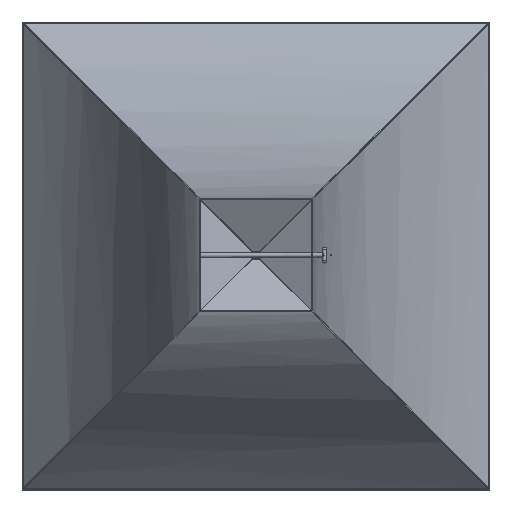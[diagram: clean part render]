
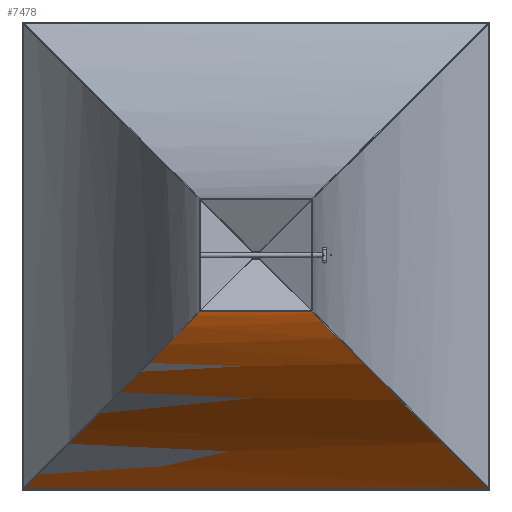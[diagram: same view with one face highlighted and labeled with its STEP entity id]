
A CAD part, top view. The second image highlights one B-rep face of the part: STEP entity #7478.
In plain terms, the highlighted cylindrical face has radius 1398 mm (diameter 2796 mm), a partial arc.
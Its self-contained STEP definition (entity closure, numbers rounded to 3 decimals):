
#7478=ADVANCED_FACE('',(#15255),#15256,.F.);
#15255=FACE_OUTER_BOUND('',#24563,.T.);
#15256=CYLINDRICAL_SURFACE('',#24564,1398.0);
#24563=EDGE_LOOP('',(#59925,#59926,#59927,#59928));
#24564=AXIS2_PLACEMENT_3D('',#59929,#59930,#59931);
#59925=ORIENTED_EDGE('',*,*,#77650,.T.);
#59926=ORIENTED_EDGE('',*,*,#77651,.T.);
#59927=ORIENTED_EDGE('',*,*,#77652,.T.);
#59928=ORIENTED_EDGE('',*,*,#77653,.T.);
#59929=CARTESIAN_POINT('',(-2940.584,-1816.08,1519.082));
#59930=DIRECTION('',(-1.0,0.,0.));
#59931=DIRECTION('',(0.,0.917,-0.399));
#77650=EDGE_CURVE('',#88916,#88917,#88918,.T.);
#77651=EDGE_CURVE('',#88917,#88919,#88920,.T.);
#77652=EDGE_CURVE('',#88919,#88921,#88922,.T.);
#77653=EDGE_CURVE('',#88921,#88916,#88923,.T.);
#88916=VERTEX_POINT('',#105437);
#88917=VERTEX_POINT('',#105438);
#88918=B_SPLINE_CURVE_WITH_KNOTS('',3,(#105439,#105440,#105441,#105442,#105443,#105444,#105445,#105446,#105447,#105448,#105449,#105450,#105451,#105452,#105453,#105454,#105455,#105456,#105457,#105458,#105459,#105460,#105461,#105462,#105463,#105464,#105465,#105466,#105467,#105468,#105469,#105470,#105471,#105472,#105473,#105474),.UNSPECIFIED.,.F.,.F.,(4,1,1,1,1,1,1,1,1,1,1,1,1,1,1,1,1,1,1,1,1,1,1,1,1,1,1,1,1,1,1,1,1,4),(0.0,0.003,0.005,0.008,0.011,0.013,0.016,0.023,0.031,0.047,0.063,0.094,0.125,0.187,0.25,0.305,0.36,0.415,0.47,0.5,0.562,0.625,0.687,0.75,0.812,0.875,0.906,0.937,0.953,0.969,0.977,0.984,0.992,1.0),.UNSPECIFIED.);
#88919=VERTEX_POINT('',#105475);
#88920=LINE('',#105476,#105477);
#88921=VERTEX_POINT('',#105478);
#88922=B_SPLINE_CURVE_WITH_KNOTS('',3,(#105479,#105480,#105481,#105482,#105483,#105484,#105485,#105486,#105487,#105488,#105489,#105490,#105491,#105492,#105493,#105494,#105495,#105496,#105497,#105498,#105499,#105500,#105501,#105502,#105503,#105504,#105505,#105506,#105507,#105508,#105509,#105510,#105511,#105512,#105513,#105514,#105515,#105516,#105517),.UNSPECIFIED.,.F.,.F.,(4,1,1,1,1,1,1,1,1,1,1,1,1,1,1,1,1,1,1,1,1,1,1,1,1,1,1,1,1,1,1,1,1,1,1,1,4),(0.0,0.004,0.007,0.011,0.014,0.018,0.021,0.025,0.028,0.031,0.047,0.063,0.094,0.125,0.188,0.25,0.313,0.375,0.438,0.5,0.53,0.589,0.647,0.706,0.765,0.804,0.843,0.882,0.941,0.956,0.971,0.978,0.985,0.989,0.993,0.996,1.0),.UNSPECIFIED.);
#88923=LINE('',#105518,#105519);
#105437=CARTESIAN_POINT('',(-2380.584,-418.08,1519.082));
#105438=CARTESIAN_POINT('',(-2825.478,-863.908,495.475));
#105439=CARTESIAN_POINT('',(-2380.584,-418.08,1519.082));
#105440=CARTESIAN_POINT('',(-2380.585,-418.081,1517.95));
#105441=CARTESIAN_POINT('',(-2380.588,-418.083,1515.704));
#105442=CARTESIAN_POINT('',(-2380.601,-418.095,1512.362));
#105443=CARTESIAN_POINT('',(-2380.62,-418.115,1509.072));
#105444=CARTESIAN_POINT('',(-2380.646,-418.142,1505.837));
#105445=CARTESIAN_POINT('',(-2380.679,-418.176,1502.655));
#105446=CARTESIAN_POINT('',(-2380.748,-418.245,1497.289));
#105447=CARTESIAN_POINT('',(-2380.881,-418.377,1489.723));
#105448=CARTESIAN_POINT('',(-2381.2,-418.697,1476.683));
#105449=CARTESIAN_POINT('',(-2381.769,-419.267,1460.389));
#105450=CARTESIAN_POINT('',(-2383.043,-420.543,1434.37));
#105451=CARTESIAN_POINT('',(-2385.316,-422.819,1401.892));
#105452=CARTESIAN_POINT('',(-2390.37,-427.881,1350.334));
#105453=CARTESIAN_POINT('',(-2399.36,-436.882,1286.254));
#105454=CARTESIAN_POINT('',(-2413.615,-451.16,1213.918));
#105455=CARTESIAN_POINT('',(-2430.726,-468.296,1145.762));
#105456=CARTESIAN_POINT('',(-2449.87,-487.471,1082.45));
#105457=CARTESIAN_POINT('',(-2471.821,-509.456,1020.535));
#105458=CARTESIAN_POINT('',(-2492.446,-530.116,969.953));
#105459=CARTESIAN_POINT('',(-2515.71,-553.421,918.2));
#105460=CARTESIAN_POINT('',(-2541.915,-579.671,865.341));
#105461=CARTESIAN_POINT('',(-2576.155,-613.977,804.26));
#105462=CARTESIAN_POINT('',(-2613.081,-650.975,745.454));
#105463=CARTESIAN_POINT('',(-2651.791,-689.768,690.024));
#105464=CARTESIAN_POINT('',(-2692.812,-730.881,636.919));
#105465=CARTESIAN_POINT('',(-2728.229,-766.387,595.293));
#105466=CARTESIAN_POINT('',(-2757.607,-795.841,563.12));
#105467=CARTESIAN_POINT('',(-2776.127,-814.413,543.753));
#105468=CARTESIAN_POINT('',(-2791.188,-829.516,528.537));
#105469=CARTESIAN_POINT('',(-2800.63,-838.986,519.213));
#105470=CARTESIAN_POINT('',(-2808.245,-846.623,511.82));
#105471=CARTESIAN_POINT('',(-2813.822,-852.218,506.466));
#105472=CARTESIAN_POINT('',(-2819.571,-857.98,501.009));
#105473=CARTESIAN_POINT('',(-2823.413,-861.836,497.41));
#105474=CARTESIAN_POINT('',(-2825.478,-863.908,495.475));
#105475=CARTESIAN_POINT('',(-1655.69,-863.908,495.475));
#105476=CARTESIAN_POINT('',(-2940.584,-863.908,495.475));
#105477=VECTOR('',#134928,1.0);
#105478=CARTESIAN_POINT('',(-2100.584,-418.08,1519.082));
#105479=CARTESIAN_POINT('',(-1655.69,-863.908,495.475));
#105480=CARTESIAN_POINT('',(-1656.575,-863.02,496.302));
#105481=CARTESIAN_POINT('',(-1658.337,-861.252,497.95));
#105482=CARTESIAN_POINT('',(-1660.963,-858.616,500.421));
#105483=CARTESIAN_POINT('',(-1663.564,-856.008,502.879));
#105484=CARTESIAN_POINT('',(-1666.137,-853.427,505.324));
#105485=CARTESIAN_POINT('',(-1668.684,-850.873,507.755));
#105486=CARTESIAN_POINT('',(-1671.205,-848.346,510.174));
#105487=CARTESIAN_POINT('',(-1673.698,-845.845,512.578));
#105488=CARTESIAN_POINT('',(-1676.165,-843.371,514.969));
#105489=CARTESIAN_POINT('',(-1681.611,-837.91,520.272));
#105490=CARTESIAN_POINT('',(-1689.979,-829.517,528.536));
#105491=CARTESIAN_POINT('',(-1705.04,-814.414,543.752));
#105492=CARTESIAN_POINT('',(-1723.56,-795.842,563.118));
#105493=CARTESIAN_POINT('',(-1752.937,-766.389,595.291));
#105494=CARTESIAN_POINT('',(-1788.354,-730.883,636.917));
#105495=CARTESIAN_POINT('',(-1829.374,-689.771,690.02));
#105496=CARTESIAN_POINT('',(-1868.084,-650.978,745.449));
#105497=CARTESIAN_POINT('',(-1905.009,-613.98,804.254));
#105498=CARTESIAN_POINT('',(-1939.249,-579.675,865.335));
#105499=CARTESIAN_POINT('',(-1965.455,-553.423,918.196));
#105500=CARTESIAN_POINT('',(-1989.317,-529.52,971.276));
#105501=CARTESIAN_POINT('',(-2010.962,-507.838,1024.595));
#105502=CARTESIAN_POINT('',(-2034.107,-484.658,1090.866));
#105503=CARTESIAN_POINT('',(-2054.034,-464.698,1158.707));
#105504=CARTESIAN_POINT('',(-2068.906,-449.805,1220.901));
#105505=CARTESIAN_POINT('',(-2079.619,-439.075,1276.087));
#105506=CARTESIAN_POINT('',(-2087.212,-431.471,1324.033));
#105507=CARTESIAN_POINT('',(-2094.146,-424.527,1380.382));
#105508=CARTESIAN_POINT('',(-2097.841,-420.827,1427.097));
#105509=CARTESIAN_POINT('',(-2099.534,-419.131,1463.852));
#105510=CARTESIAN_POINT('',(-2100.039,-418.626,1479.188));
#105511=CARTESIAN_POINT('',(-2100.322,-418.343,1491.46));
#105512=CARTESIAN_POINT('',(-2100.448,-418.217,1499.134));
#105513=CARTESIAN_POINT('',(-2100.518,-418.146,1505.27));
#105514=CARTESIAN_POINT('',(-2100.556,-418.11,1509.678));
#105515=CARTESIAN_POINT('',(-2100.576,-418.085,1514.281));
#105516=CARTESIAN_POINT('',(-2100.581,-418.082,1517.351));
#105517=CARTESIAN_POINT('',(-2100.584,-418.08,1519.082));
#105518=CARTESIAN_POINT('',(-2170.584,-418.08,1519.082));
#105519=VECTOR('',#134929,1.0);
#134928=DIRECTION('',(1.0,0.0,0.0));
#134929=DIRECTION('',(-1.0,0.0,0.0));
